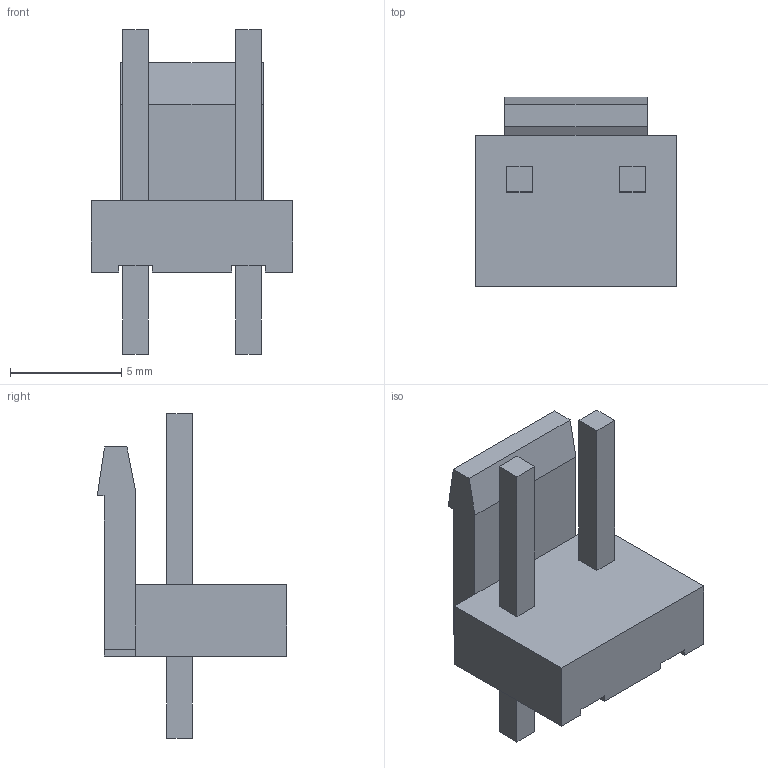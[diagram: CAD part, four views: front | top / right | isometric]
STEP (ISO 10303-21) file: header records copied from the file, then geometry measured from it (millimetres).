
FILE_DESCRIPTION((''),'2;1');
FILE_NAME('C-1744037-2','2020-01-21T23:27:37',('workeradm'),('TE Connectivity Ltd.'),'CREO PARAMETRIC BY PTC INC, 2019030','CREO PARAMETRIC BY PTC INC, 2019030','');
FILE_SCHEMA(('AUTOMOTIVE_DESIGN { 1 0 10303 214 1 1 1 1 }'));
Length unit declared in the file: millimetre
Products named in the file (1): C-1744037-2
Bounding box: 9.04 x 8.52 x 14.6 mm (x, y, z)
Volume: 304.1 mm3; surface area: 461.3 mm2
Topology: 1 solids, 1 shells, 43 faces, 109 edges, 72 vertices
Faces by surface type: plane 43
Entity records: 1609 total; most frequent: CARTESIAN_POINT 226, ORIENTED_EDGE 218, DIRECTION 195, COLOUR_RGB 126, VECTOR 109, LINE 109, EDGE_CURVE 109, VERTEX_POINT 72
